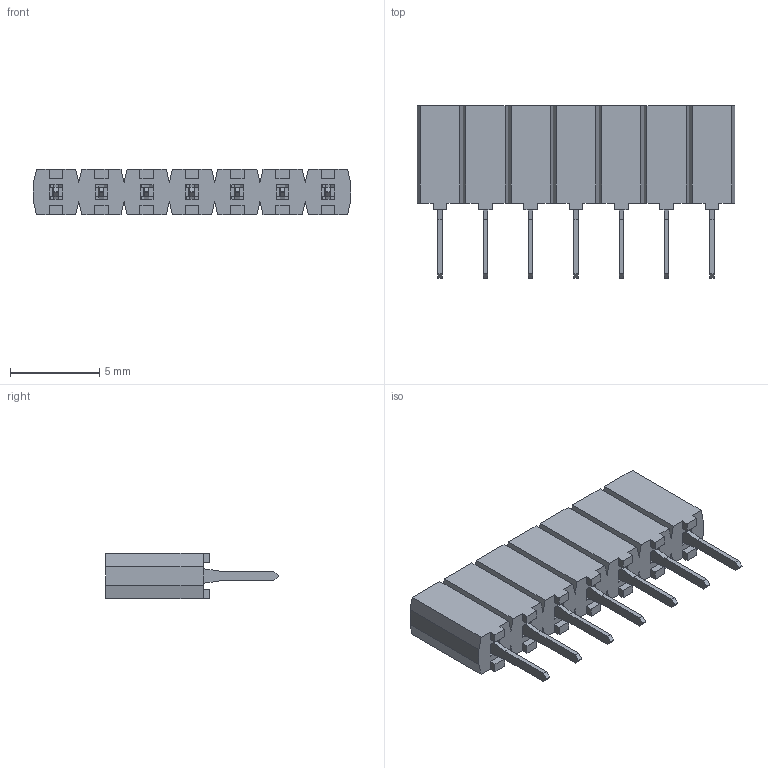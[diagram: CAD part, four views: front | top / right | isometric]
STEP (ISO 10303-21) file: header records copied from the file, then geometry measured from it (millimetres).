
FILE_DESCRIPTION( ( 'STEP AP214' ), '1' );
FILE_NAME( 'SSA-107-S-G.stp', '2019-04-11T13:02:28', ( '' ), ( '' ), ' ', 'PARTsolutions', ' ' );
FILE_SCHEMA( ( 'AUTOMOTIVE_DESIGN { 1 0 10303 214 1 1 1 1 }' ) );
Length unit declared in the file: inch
Products named in the file (3): SSA-107-S-G; _SSA-107-S-G_t; _SSA-107-S-G_p
Assembly tree (2 placements, depth 2):
  SSA-107-S-G
    _SSA-107-S-G_t
    _SSA-107-S-G_p
Bounding box: 17.78 x 9.68 x 2.54 mm (x, y, z)
Volume: 196.3 mm3; surface area: 840.4 mm2
Topology: 2 solids, 2 shells, 605 faces, 1761 edges, 1160 vertices
Faces by surface type: plane 535, cylinder 70
Entity records: 24589 total; most frequent: CARTESIAN_POINT 3529, ORIENTED_EDGE 3522, DIRECTION 3145, EDGE_CURVE 1761, LINE 1593, VECTOR 1593, VERTEX_POINT 1160, AXIS2_PLACEMENT_3D 776
